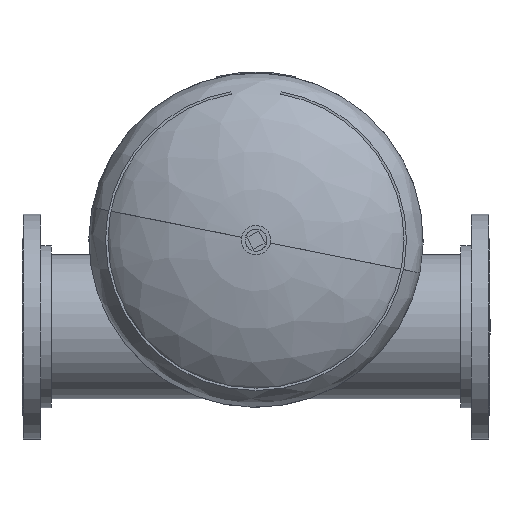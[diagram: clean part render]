
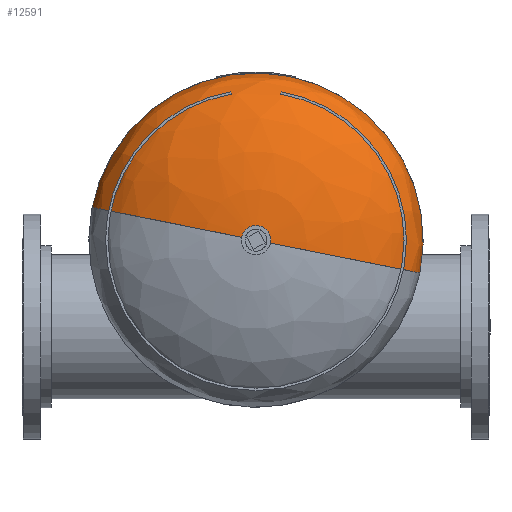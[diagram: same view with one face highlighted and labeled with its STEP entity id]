
A CAD part, front view. The second image highlights one B-rep face of the part: STEP entity #12591.
In plain terms, the highlighted free-form (B-spline) face has degree [3, 3] with [4, 4] control points.
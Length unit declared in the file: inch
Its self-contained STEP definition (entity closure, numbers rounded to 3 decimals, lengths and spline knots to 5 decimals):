
#73 = CARTESIAN_POINT ( 'NONE',  ( 10., 0.5575, 0. ) ) ;
#268 = CARTESIAN_POINT ( 'NONE',  ( 0.75, 5.60574, 1.5 ) ) ;
#1045 = CARTESIAN_POINT ( 'NONE',  ( -6.24942, 5.39635, 0. ) ) ;
#1065 = CARTESIAN_POINT ( 'NONE',  ( 0.75, 5.60574, 0. ) ) ;
#1292 = CARTESIAN_POINT ( 'NONE',  ( 10., 0.5575, 0. ) ) ;
#1383 = VERTEX_POINT ( 'NONE', #1065 ) ;
#1385 = DIRECTION ( 'NONE',  ( 0., 0., -1. ) ) ;
#1445 = DIRECTION ( 'NONE',  ( 0., -1., 0. ) ) ;
#2211 = CARTESIAN_POINT ( 'NONE',  ( -10., 0.5575, 0. ) ) ;
#2278 = CARTESIAN_POINT ( 'NONE',  ( 6.24942, 5.39635, 0. ) ) ;
#2291 = AXIS2_PLACEMENT_3D ( 'NONE', #5502, #1445, #1385 ) ;
#2526 = DIRECTION ( 'NONE',  ( 0., -1., 0. ) ) ;
#2856 = ORIENTED_EDGE ( 'NONE', *, *, #8015, .F. ) ;
#3266 = CARTESIAN_POINT ( 'NONE',  ( -6.24942, 5.39635, 0. ) ) ;
#3334 = CARTESIAN_POINT ( 'NONE',  ( -10., 0.5575, 0. ) ) ;
#3672 = EDGE_CURVE ( 'NONE', #3841, #11194, #7092, .T. ) ;
#3695 = CARTESIAN_POINT ( 'NONE',  ( -0.75, 5.60574, 0. ) ) ;
#3770 = AXIS2_PLACEMENT_3D ( 'NONE', #5663, #2526, #9743 ) ;
#3841 = VERTEX_POINT ( 'NONE', #1292 ) ;
#4057 = FACE_OUTER_BOUND ( 'NONE', #7946, .T. ) ;
#4311 = CARTESIAN_POINT ( 'NONE',  ( -10., 3.34945, 20. ) ) ;
#4613 = AXIS2_PLACEMENT_3D ( 'NONE', #7394, #7316, #8442 ) ;
#4773 = ORIENTED_EDGE ( 'NONE', *, *, #10525, .T. ) ;
#4953 = EDGE_CURVE ( 'NONE', #7469, #6391, #12195, .T. ) ;
#5010 = CARTESIAN_POINT ( 'NONE',  ( 0., 0.5575, 0. ) ) ;
#5209 = AXIS2_PLACEMENT_3D ( 'NONE', #5010, #9092, #8036 ) ;
#5502 = CARTESIAN_POINT ( 'NONE',  ( 0., 0.5575, 0. ) ) ;
#5663 = CARTESIAN_POINT ( 'NONE',  ( 0., 5.60574, 0. ) ) ;
#5972 = CARTESIAN_POINT ( 'NONE',  ( 0.75, 5.60574, 0. ) ) ;
#6013 = CARTESIAN_POINT ( 'NONE',  ( 0.75, 5.60574, 0. ) ) ;
#6062 = CIRCLE ( 'NONE', #3770, 0.75 ) ;
#6287 = CARTESIAN_POINT ( 'NONE',  ( 6.24942, 5.39635, 12.49885 ) ) ;
#6391 = VERTEX_POINT ( 'NONE', #10610 ) ;
#6401 =( BOUNDED_CURVE ( )  B_SPLINE_CURVE ( 3, ( #5972, #10058, #12037, #7945 ),
 .UNSPECIFIED., .F., .F. ) 
 B_SPLINE_CURVE_WITH_KNOTS ( ( 4, 4 ),
 ( 1.64587, 3.14159 ),
 .UNSPECIFIED. ) 
 CURVE ( )  GEOMETRIC_REPRESENTATION_ITEM ( )  RATIONAL_B_SPLINE_CURVE ( ( 1., 0.822, 0.822, 1. ) ) 
 REPRESENTATION_ITEM ( '' )  );
#6708 = CIRCLE ( 'NONE', #4613, 0.75 ) ;
#7092 = CIRCLE ( 'NONE', #5209, 10. ) ;
#7201 = CARTESIAN_POINT ( 'NONE',  ( 10., 3.34945, 20. ) ) ;
#7316 = DIRECTION ( 'NONE',  ( 0., -1., 0. ) ) ;
#7394 = CARTESIAN_POINT ( 'NONE',  ( 0., 5.60574, 0. ) ) ;
#7466 = CARTESIAN_POINT ( 'NONE',  ( -0.75, 5.60574, 0. ) ) ;
#7469 = VERTEX_POINT ( 'NONE', #3695 ) ;
#7528 = EDGE_CURVE ( 'NONE', #1383, #3841, #6401, .T. ) ;
#7892 = ORIENTED_EDGE ( 'NONE', *, *, #7528, .F. ) ;
#7946 = EDGE_LOOP ( 'NONE', ( #11878, #12054, #2856, #10059, #7892, #4773 ) ) ;
#7945 = CARTESIAN_POINT ( 'NONE',  ( 10., 0.5575, 0. ) ) ;
#8015 = EDGE_CURVE ( 'NONE', #11194, #6391, #12158, .T. ) ;
#8036 = DIRECTION ( 'NONE',  ( 0., 0., -1. ) ) ;
#8116 = CARTESIAN_POINT ( 'NONE',  ( -6.24942, 5.39635, 12.49885 ) ) ;
#8258 = CARTESIAN_POINT ( 'NONE',  ( -10., 3.34945, 0. ) ) ;
#8442 = DIRECTION ( 'NONE',  ( 0., 0., -1. ) ) ;
#8891 = VERTEX_POINT ( 'NONE', #12239 ) ;
#9048 = CARTESIAN_POINT ( 'NONE',  ( 10., 3.34945, 0. ) ) ;
#9092 = DIRECTION ( 'NONE',  ( 0., -1., 0. ) ) ;
#9172 = CARTESIAN_POINT ( 'NONE',  ( 10., 0.5575, 20. ) ) ;
#9405 = CARTESIAN_POINT ( 'NONE',  ( 0., 0.5575, 10. ) ) ;
#9743 = DIRECTION ( 'NONE',  ( 0., 0., -1. ) ) ;
#10030 = CARTESIAN_POINT ( 'NONE',  ( -0.75, 5.60574, 1.5 ) ) ;
#10059 = ORIENTED_EDGE ( 'NONE', *, *, #3672, .F. ) ;
#10058 = CARTESIAN_POINT ( 'NONE',  ( 6.24942, 5.39635, 0. ) ) ;
#10231 = CARTESIAN_POINT ( 'NONE',  ( -10., 0.5575, 20. ) ) ;
#10345 = EDGE_CURVE ( 'NONE', #8891, #7469, #6708, .T. ) ;
#10427 =( BOUNDED_SURFACE ( )  B_SPLINE_SURFACE ( 3, 3, ( 
 ( #6013, #268, #10030, #11208 ),
 ( #2278, #6287, #8116, #1045 ),
 ( #9048, #7201, #4311, #8258 ),
 ( #73, #9172, #10231, #2211 ) ),
 .UNSPECIFIED., .F., .F., .F. ) 
 B_SPLINE_SURFACE_WITH_KNOTS ( ( 4, 4 ),
 ( 4, 4 ),
 ( 0., 1. ),
 ( 0., 1. ),
 .UNSPECIFIED. ) 
 GEOMETRIC_REPRESENTATION_ITEM ( )  RATIONAL_B_SPLINE_SURFACE ( (
 ( 1., 0.333, 0.333, 1.),
 ( 0.822, 0.274, 0.274, 0.822),
 ( 0.822, 0.274, 0.274, 0.822),
 ( 1., 0.333, 0.333, 1.) ) ) 
 REPRESENTATION_ITEM ( '' )  SURFACE ( )  );
#10525 = EDGE_CURVE ( 'NONE', #1383, #8891, #6062, .T. ) ;
#10610 = CARTESIAN_POINT ( 'NONE',  ( -10., 0.5575, 0. ) ) ;
#11194 = VERTEX_POINT ( 'NONE', #9405 ) ;
#11208 = CARTESIAN_POINT ( 'NONE',  ( -0.75, 5.60574, 0. ) ) ;
#11468 = CARTESIAN_POINT ( 'NONE',  ( -10., 3.34945, 0. ) ) ;
#11878 = ORIENTED_EDGE ( 'NONE', *, *, #10345, .T. ) ;
#12037 = CARTESIAN_POINT ( 'NONE',  ( 10., 3.34945, 0. ) ) ;
#12054 = ORIENTED_EDGE ( 'NONE', *, *, #4953, .T. ) ;
#12158 = CIRCLE ( 'NONE', #2291, 10. ) ;
#12195 =( BOUNDED_CURVE ( )  B_SPLINE_CURVE ( 3, ( #7466, #3266, #11468, #3334 ),
 .UNSPECIFIED., .F., .T. ) 
 B_SPLINE_CURVE_WITH_KNOTS ( ( 4, 4 ),
 ( 1.64587, 3.14159 ),
 .UNSPECIFIED. ) 
 CURVE ( )  GEOMETRIC_REPRESENTATION_ITEM ( )  RATIONAL_B_SPLINE_CURVE ( ( 1., 0.822, 0.822, 1. ) ) 
 REPRESENTATION_ITEM ( '' )  );
#12239 = CARTESIAN_POINT ( 'NONE',  ( 0.14724, 5.60574, 0.73541 ) ) ;
#12591 = ADVANCED_FACE ( 'NONE', ( #4057 ), #10427, .F. ) ;
